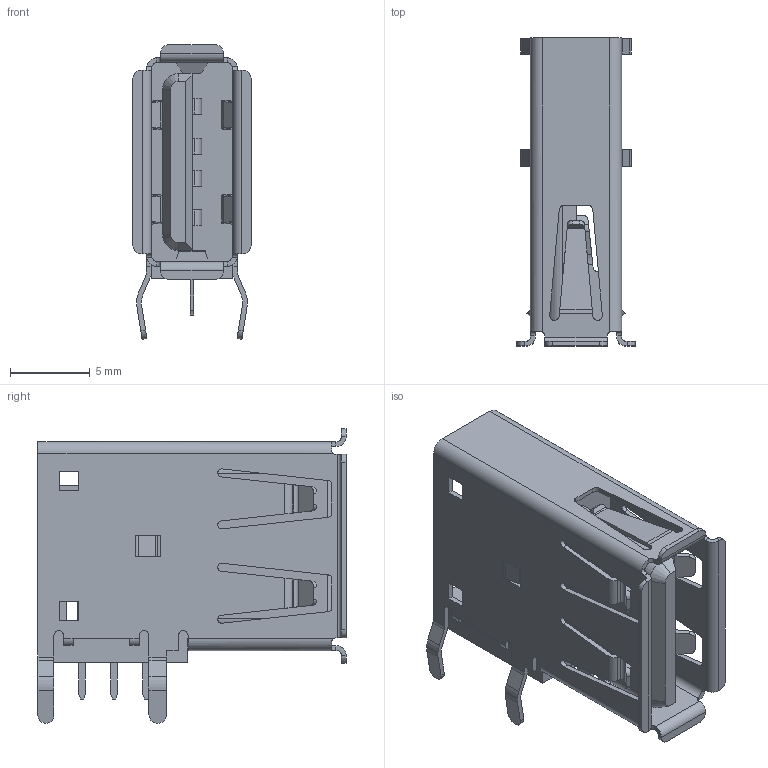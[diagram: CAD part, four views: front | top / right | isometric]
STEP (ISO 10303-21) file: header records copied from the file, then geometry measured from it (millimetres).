
FILE_DESCRIPTION(('FreeCAD Model'),'2;1');
FILE_NAME('Jack-USB-A-KYCON_KUSBX-SLAS1N-B.step','2020-11-10T16:16:09',( 'kicad StepUp'),('ksu MCAD'),'Open CASCADE STEP processor 7.3', 'FreeCAD','Unknown');
FILE_SCHEMA(('AUTOMOTIVE_DESIGN { 1 0 10303 214 1 1 1 1 }'));
Length unit declared in the file: millimetre
Products named in the file (1): Jack-USB-A-KYCON_KUSBX-SLAS1N-B
Bounding box: 7.4 x 19.3 x 18.45 mm (x, y, z)
Volume: 682.5 mm3; surface area: 1761.9 mm2
Topology: 1 solids, 1 shells, 407 faces, 1184 edges, 786 vertices
Faces by surface type: plane 255, cylinder 150, cone 2
Entity records: 16319 total; most frequent: CARTESIAN_POINT 2642, ORIENTED_EDGE 2368, DIRECTION 2142, EDGE_CURVE 1184, LINE 866, VECTOR 866, VERTEX_POINT 786, AXIS2_PLACEMENT_3D 638
